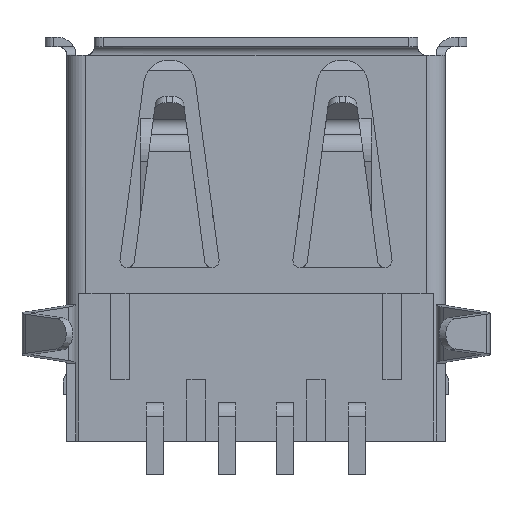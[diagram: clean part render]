
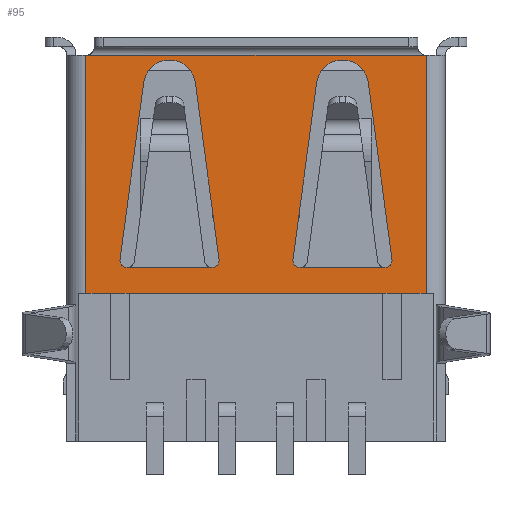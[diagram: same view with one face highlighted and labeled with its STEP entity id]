
A CAD part, front view. The second image highlights one B-rep face of the part: STEP entity #95.
In plain terms, the highlighted planar face has unit normal (0, -1, 0).
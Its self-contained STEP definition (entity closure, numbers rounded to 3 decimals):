
#95=ADVANCED_FACE('',(#520,#521,#522),#523,.T.);
#520=FACE_OUTER_BOUND('',#1288,.T.);
#521=FACE_BOUND('',#1289,.T.);
#522=FACE_BOUND('',#1290,.T.);
#523=PLANE('',#1291);
#1288=EDGE_LOOP('',(#2523,#2524,#2525,#2526,#2527,#2528));
#1289=EDGE_LOOP('',(#2529,#2530,#2531,#2532,#2533,#2534));
#1290=EDGE_LOOP('',(#2535,#2536,#2537,#2538,#2539,#2540));
#1291=AXIS2_PLACEMENT_3D('',#2541,#2542,#2543);
#2523=ORIENTED_EDGE('',*,*,#5387,.F.);
#2524=ORIENTED_EDGE('',*,*,#5388,.F.);
#2525=ORIENTED_EDGE('',*,*,#5389,.F.);
#2526=ORIENTED_EDGE('',*,*,#5390,.F.);
#2527=ORIENTED_EDGE('',*,*,#5391,.F.);
#2528=ORIENTED_EDGE('',*,*,#5392,.T.);
#2529=ORIENTED_EDGE('',*,*,#5393,.T.);
#2530=ORIENTED_EDGE('',*,*,#5394,.T.);
#2531=ORIENTED_EDGE('',*,*,#5395,.T.);
#2532=ORIENTED_EDGE('',*,*,#5396,.T.);
#2533=ORIENTED_EDGE('',*,*,#5232,.T.);
#2534=ORIENTED_EDGE('',*,*,#5397,.T.);
#2535=ORIENTED_EDGE('',*,*,#5366,.T.);
#2536=ORIENTED_EDGE('',*,*,#5309,.T.);
#2537=ORIENTED_EDGE('',*,*,#5252,.T.);
#2538=ORIENTED_EDGE('',*,*,#5398,.T.);
#2539=ORIENTED_EDGE('',*,*,#5399,.T.);
#2540=ORIENTED_EDGE('',*,*,#5364,.T.);
#2541=CARTESIAN_POINT('',(-6.565,-2.878,-0.62));
#2542=DIRECTION('',(0.0,-1.0,0.0));
#2543=DIRECTION('',(0.0,0.0,-1.0));
#5232=EDGE_CURVE('',#6265,#6262,#6266,.T.);
#5252=EDGE_CURVE('',#6305,#6302,#6306,.T.);
#5309=EDGE_CURVE('',#6404,#6305,#6405,.T.);
#5364=EDGE_CURVE('',#6494,#6492,#6495,.T.);
#5366=EDGE_CURVE('',#6492,#6404,#6497,.T.);
#5387=EDGE_CURVE('',#6531,#6532,#6533,.T.);
#5388=EDGE_CURVE('',#6534,#6531,#6535,.T.);
#5389=EDGE_CURVE('',#6536,#6534,#6537,.T.);
#5390=EDGE_CURVE('',#6538,#6536,#6539,.T.);
#5391=EDGE_CURVE('',#6540,#6538,#6541,.T.);
#5392=EDGE_CURVE('',#6540,#6532,#6542,.T.);
#5393=EDGE_CURVE('',#6286,#6543,#6544,.T.);
#5394=EDGE_CURVE('',#6543,#6545,#6546,.T.);
#5395=EDGE_CURVE('',#6545,#6547,#6548,.T.);
#5396=EDGE_CURVE('',#6547,#6265,#6549,.T.);
#5397=EDGE_CURVE('',#6262,#6286,#6550,.T.);
#5398=EDGE_CURVE('',#6302,#6294,#6551,.T.);
#5399=EDGE_CURVE('',#6294,#6494,#6552,.T.);
#6262=VERTEX_POINT('',#7987);
#6265=VERTEX_POINT('',#7991);
#6266=CIRCLE('',#7992,0.25);
#6286=VERTEX_POINT('',#8033);
#6294=VERTEX_POINT('',#8059);
#6302=VERTEX_POINT('',#8085);
#6305=VERTEX_POINT('',#8089);
#6306=CIRCLE('',#8090,0.25);
#6404=VERTEX_POINT('',#8327);
#6405=LINE('',#8328,#8329);
#6492=VERTEX_POINT('',#8579);
#6494=VERTEX_POINT('',#8582);
#6495=LINE('',#8583,#8584);
#6497=CIRCLE('',#8587,0.904);
#6531=VERTEX_POINT('',#8651);
#6532=VERTEX_POINT('',#8652);
#6533=LINE('',#8653,#8654);
#6534=VERTEX_POINT('',#8655);
#6535=LINE('',#8656,#8657);
#6536=VERTEX_POINT('',#8658);
#6537=LINE('',#8659,#8660);
#6538=VERTEX_POINT('',#8661);
#6539=LINE('',#8662,#8663);
#6540=VERTEX_POINT('',#8664);
#6541=LINE('',#8665,#8666);
#6542=LINE('',#8667,#8668);
#6543=VERTEX_POINT('',#8669);
#6544=CIRCLE('',#8670,0.25);
#6545=VERTEX_POINT('',#8671);
#6546=LINE('',#8672,#8673);
#6547=VERTEX_POINT('',#8674);
#6548=CIRCLE('',#8675,0.904);
#6549=LINE('',#8676,#8677);
#6550=LINE('',#8678,#8679);
#6551=LINE('',#8680,#8681);
#6552=CIRCLE('',#8682,0.25);
#7987=CARTESIAN_POINT('',(-1.531,-2.878,-7.98));
#7991=CARTESIAN_POINT('',(-1.283,-2.878,-7.697));
#7992=AXIS2_PLACEMENT_3D('',#11842,#11843,#11844);
#8033=CARTESIAN_POINT('',(-4.469,-2.878,-7.98));
#8059=CARTESIAN_POINT('',(1.531,-2.878,-7.98));
#8085=CARTESIAN_POINT('',(4.469,-2.878,-7.98));
#8089=CARTESIAN_POINT('',(4.717,-2.878,-7.697));
#8090=AXIS2_PLACEMENT_3D('',#11864,#11865,#11866);
#8327=CARTESIAN_POINT('',(3.896,-2.878,-1.564));
#8328=CARTESIAN_POINT('',(3.896,-2.878,-1.564));
#8329=VECTOR('',#11947,6.188);
#8579=CARTESIAN_POINT('',(2.104,-2.878,-1.564));
#8582=CARTESIAN_POINT('',(1.283,-2.878,-7.697));
#8583=CARTESIAN_POINT('',(1.283,-2.878,-7.697));
#8584=VECTOR('',#11996,6.188);
#8587=AXIS2_PLACEMENT_3D('',#11998,#11999,#12000);
#8651=CARTESIAN_POINT('',(-5.927,-2.878,-0.62));
#8652=CARTESIAN_POINT('',(-5.907,-2.878,-0.62));
#8653=CARTESIAN_POINT('',(-5.927,-2.878,-0.62));
#8654=VECTOR('',#12027,0.02);
#8655=CARTESIAN_POINT('',(-5.927,-2.878,-8.88));
#8656=CARTESIAN_POINT('',(-5.927,-2.878,-8.88));
#8657=VECTOR('',#12028,8.26);
#8658=CARTESIAN_POINT('',(5.927,-2.878,-8.88));
#8659=CARTESIAN_POINT('',(5.927,-2.878,-8.88));
#8660=VECTOR('',#12029,11.854);
#8661=CARTESIAN_POINT('',(5.927,-2.878,-0.62));
#8662=CARTESIAN_POINT('',(5.927,-2.878,-0.62));
#8663=VECTOR('',#12030,8.26);
#8664=CARTESIAN_POINT('',(5.907,-2.878,-0.62));
#8665=CARTESIAN_POINT('',(5.907,-2.878,-0.62));
#8666=VECTOR('',#12031,0.02);
#8667=CARTESIAN_POINT('',(5.907,-2.878,-0.62));
#8668=VECTOR('',#12032,11.814);
#8669=CARTESIAN_POINT('',(-4.717,-2.878,-7.697));
#8670=AXIS2_PLACEMENT_3D('',#12033,#12034,#12035);
#8671=CARTESIAN_POINT('',(-3.896,-2.878,-1.564));
#8672=CARTESIAN_POINT('',(-4.717,-2.878,-7.697));
#8673=VECTOR('',#12036,6.188);
#8674=CARTESIAN_POINT('',(-2.104,-2.878,-1.564));
#8675=AXIS2_PLACEMENT_3D('',#12037,#12038,#12039);
#8676=CARTESIAN_POINT('',(-2.104,-2.878,-1.564));
#8677=VECTOR('',#12040,6.188);
#8678=CARTESIAN_POINT('',(-1.531,-2.878,-7.98));
#8679=VECTOR('',#12041,2.938);
#8680=CARTESIAN_POINT('',(4.469,-2.878,-7.98));
#8681=VECTOR('',#12042,2.938);
#8682=AXIS2_PLACEMENT_3D('',#12043,#12044,#12045);
#11842=CARTESIAN_POINT('',(-1.531,-2.878,-7.73));
#11843=DIRECTION('',(-0.0,1.0,0.0));
#11844=DIRECTION('',(0.991,0.0,0.133));
#11864=CARTESIAN_POINT('',(4.469,-2.878,-7.73));
#11865=DIRECTION('',(-0.0,1.0,0.0));
#11866=DIRECTION('',(0.991,0.0,0.133));
#11947=DIRECTION('',(0.133,0.0,-0.991));
#11996=DIRECTION('',(0.133,0.0,0.991));
#11998=CARTESIAN_POINT('',(3.0,-2.878,-1.684));
#11999=DIRECTION('',(0.0,1.0,0.0));
#12000=DIRECTION('',(-0.991,0.0,0.133));
#12027=DIRECTION('',(1.0,0.0,0.));
#12028=DIRECTION('',(0.0,0.0,1.0));
#12029=DIRECTION('',(-1.0,0.0,0.0));
#12030=DIRECTION('',(0.0,0.0,-1.0));
#12031=DIRECTION('',(1.0,0.0,0.0));
#12032=DIRECTION('',(-1.0,0.0,0.0));
#12033=CARTESIAN_POINT('',(-4.469,-2.878,-7.73));
#12034=DIRECTION('',(0.0,1.0,0.0));
#12035=DIRECTION('',(0.,0.0,-1.0));
#12036=DIRECTION('',(0.133,0.0,0.991));
#12037=CARTESIAN_POINT('',(-3.0,-2.878,-1.684));
#12038=DIRECTION('',(0.0,1.0,0.0));
#12039=DIRECTION('',(-0.991,0.0,0.133));
#12040=DIRECTION('',(0.133,0.0,-0.991));
#12041=DIRECTION('',(-1.0,0.0,0.));
#12042=DIRECTION('',(-1.0,0.0,0.));
#12043=CARTESIAN_POINT('',(1.531,-2.878,-7.73));
#12044=DIRECTION('',(0.0,1.0,0.0));
#12045=DIRECTION('',(0.,0.0,-1.0));
